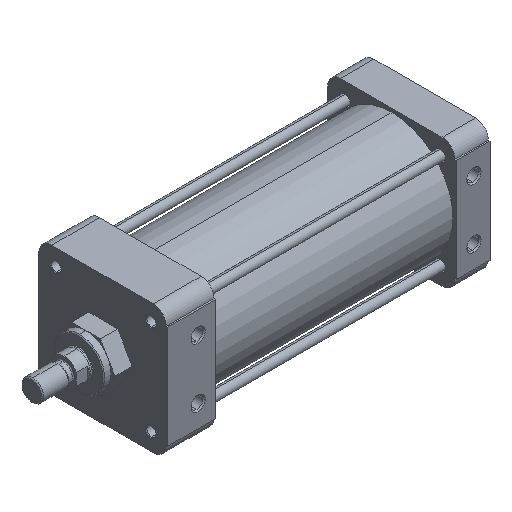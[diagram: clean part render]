
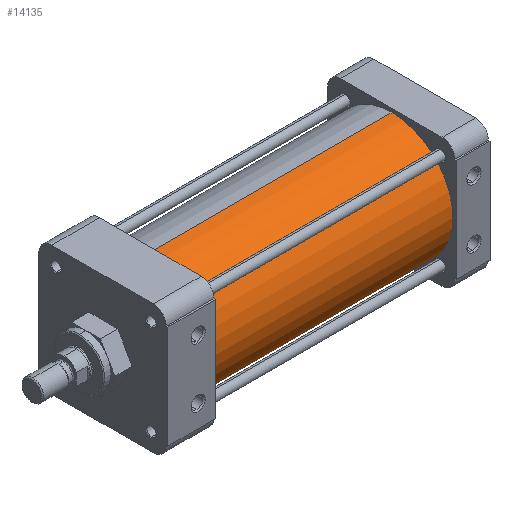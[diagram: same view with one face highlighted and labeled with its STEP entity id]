
A CAD part, isometric view. The second image highlights one B-rep face of the part: STEP entity #14135.
In plain terms, the highlighted cylindrical face has radius 53.975 mm (diameter 107.95 mm), a partial arc.
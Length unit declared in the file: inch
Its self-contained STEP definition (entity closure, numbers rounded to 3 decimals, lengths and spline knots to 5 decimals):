
#464 = EDGE_CURVE ( 'NONE', #10102, #10632, #3032, .T. ) ;
#534 = FACE_OUTER_BOUND ( 'NONE', #13849, .T. ) ;
#1136 = DIRECTION ( 'NONE',  ( 0., 0., -1. ) ) ;
#2509 = AXIS2_PLACEMENT_3D ( 'NONE', #8272, #8262, #8226 ) ;
#3032 = CIRCLE ( 'NONE', #2509, 2.125 ) ;
#3365 = EDGE_CURVE ( 'NONE', #10632, #7208, #6608, .T. ) ;
#3543 = CARTESIAN_POINT ( 'NONE',  ( 10.076, 0., -2.125 ) ) ;
#4011 = ORIENTED_EDGE ( 'NONE', *, *, #464, .T. ) ;
#4116 = ORIENTED_EDGE ( 'NONE', *, *, #3365, .T. ) ;
#4169 = ORIENTED_EDGE ( 'NONE', *, *, #6150, .T. ) ;
#4248 = DIRECTION ( 'NONE',  ( 1., 0., 0. ) ) ;
#4827 = CYLINDRICAL_SURFACE ( 'NONE', #13229, 2.125 ) ;
#5038 = LINE ( 'NONE', #9603, #8041 ) ;
#5696 = DIRECTION ( 'NONE',  ( 0., 0., -1. ) ) ;
#6150 = EDGE_CURVE ( 'NONE', #7208, #12101, #8067, .T. ) ;
#6608 = LINE ( 'NONE', #13377, #12617 ) ;
#7208 = VERTEX_POINT ( 'NONE', #3543 ) ;
#7513 = CARTESIAN_POINT ( 'NONE',  ( 10.076, 0., 2.125 ) ) ;
#7557 = CARTESIAN_POINT ( 'NONE',  ( 1.67, 0., -2.125 ) ) ;
#7924 = DIRECTION ( 'NONE',  ( -1., 0., 0. ) ) ;
#8041 = VECTOR ( 'NONE', #9704, 39.37008 ) ;
#8067 = CIRCLE ( 'NONE', #9099, 2.125 ) ;
#8226 = DIRECTION ( 'NONE',  ( 0., 0., -1. ) ) ;
#8262 = DIRECTION ( 'NONE',  ( 1., 0., 0. ) ) ;
#8272 = CARTESIAN_POINT ( 'NONE',  ( 1.67, 0., 0. ) ) ;
#8389 = ORIENTED_EDGE ( 'NONE', *, *, #11513, .F. ) ;
#9099 = AXIS2_PLACEMENT_3D ( 'NONE', #14704, #7924, #1136 ) ;
#9603 = CARTESIAN_POINT ( 'NONE',  ( 10.076, 0., 2.125 ) ) ;
#9704 = DIRECTION ( 'NONE',  ( 1., 0., 0. ) ) ;
#10102 = VERTEX_POINT ( 'NONE', #10429 ) ;
#10429 = CARTESIAN_POINT ( 'NONE',  ( 1.67, 0., 2.125 ) ) ;
#10632 = VERTEX_POINT ( 'NONE', #7557 ) ;
#11265 = DIRECTION ( 'NONE',  ( 1., 0., 0. ) ) ;
#11513 = EDGE_CURVE ( 'NONE', #10102, #12101, #5038, .T. ) ;
#12101 = VERTEX_POINT ( 'NONE', #7513 ) ;
#12413 = CARTESIAN_POINT ( 'NONE',  ( 10.076, 0., 0. ) ) ;
#12617 = VECTOR ( 'NONE', #4248, 39.37008 ) ;
#13229 = AXIS2_PLACEMENT_3D ( 'NONE', #12413, #11265, #5696 ) ;
#13377 = CARTESIAN_POINT ( 'NONE',  ( 10.076, 0., -2.125 ) ) ;
#13849 = EDGE_LOOP ( 'NONE', ( #8389, #4011, #4116, #4169 ) ) ;
#14135 = ADVANCED_FACE ( 'NONE', ( #534 ), #4827, .T. ) ;
#14704 = CARTESIAN_POINT ( 'NONE',  ( 10.076, 0., 0. ) ) ;
